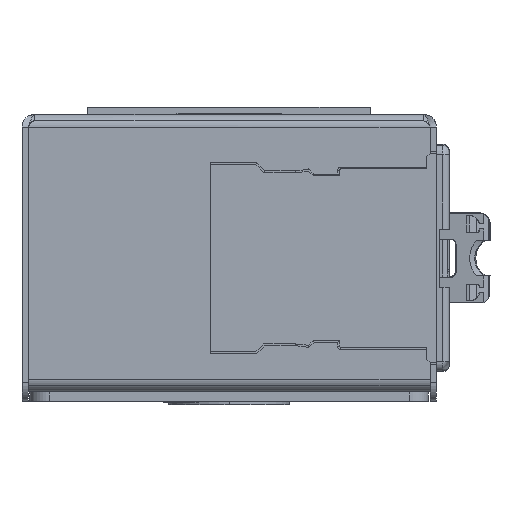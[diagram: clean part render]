
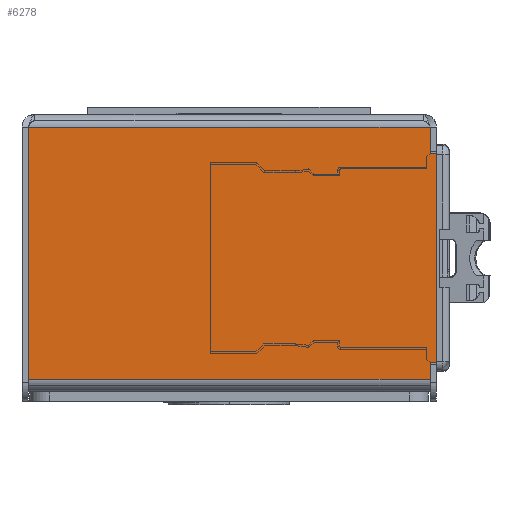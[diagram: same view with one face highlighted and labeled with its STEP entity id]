
A CAD part, left-side view. The second image highlights one B-rep face of the part: STEP entity #6278.
In plain terms, the highlighted planar face has unit normal (-1, 0, 0).
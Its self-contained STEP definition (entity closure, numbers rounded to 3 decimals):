
#660 = CARTESIAN_POINT ( 'NONE',  ( -220., -31.5, -16.45 ) ) ;
#4089 = CARTESIAN_POINT ( 'NONE',  ( -220., -32.5, 16.45 ) ) ;
#4552 = EDGE_CURVE ( 'NONE', #30417, #75084, #81649, .T. ) ;
#5749 = CARTESIAN_POINT ( 'NONE',  ( -220., -31.5, 16.45 ) ) ;
#5919 = DIRECTION ( 'NONE',  ( 0., -1., 0. ) ) ;
#6278 = ADVANCED_FACE ( 'NONE', ( #54393 ), #45273, .T. ) ;
#6557 = LINE ( 'NONE', #10142, #16497 ) ;
#6871 = ORIENTED_EDGE ( 'NONE', *, *, #4552, .F. ) ;
#8004 = DIRECTION ( 'NONE',  ( 0., 0., -1. ) ) ;
#10142 = CARTESIAN_POINT ( 'NONE',  ( -220., 31.5, -19. ) ) ;
#10381 = CARTESIAN_POINT ( 'NONE',  ( -220., 31.5, -19. ) ) ;
#12627 = LINE ( 'NONE', #4089, #78217 ) ;
#15029 = CARTESIAN_POINT ( 'NONE',  ( -220., -31.5, 20.5 ) ) ;
#16497 = VECTOR ( 'NONE', #50121, 1000. ) ;
#16609 = VERTEX_POINT ( 'NONE', #97211 ) ;
#17756 = VECTOR ( 'NONE', #89907, 1000. ) ;
#22652 = CARTESIAN_POINT ( 'NONE',  ( -220., -31.5, -19. ) ) ;
#23120 = VERTEX_POINT ( 'NONE', #5749 ) ;
#23418 = EDGE_CURVE ( 'NONE', #16609, #34202, #44572, .T. ) ;
#24783 = LINE ( 'NONE', #53426, #99743 ) ;
#26950 = CARTESIAN_POINT ( 'NONE',  ( -220., 32.5, -22.5 ) ) ;
#28072 = AXIS2_PLACEMENT_3D ( 'NONE', #26950, #119475, #92104 ) ;
#30282 = EDGE_CURVE ( 'NONE', #76157, #16609, #70417, .T. ) ;
#30417 = VERTEX_POINT ( 'NONE', #46666 ) ;
#34202 = VERTEX_POINT ( 'NONE', #10381 ) ;
#34688 = VECTOR ( 'NONE', #52500, 1000. ) ;
#34804 = CARTESIAN_POINT ( 'NONE',  ( -220., 31.5, 20.5 ) ) ;
#38715 = ORIENTED_EDGE ( 'NONE', *, *, #74128, .F. ) ;
#41164 = VECTOR ( 'NONE', #8004, 1000. ) ;
#42133 = EDGE_LOOP ( 'NONE', ( #66184, #86419, #66215, #6871, #38715, #51467, #114227, #82836 ) ) ;
#44572 = LINE ( 'NONE', #34804, #34688 ) ;
#45273 = PLANE ( 'NONE',  #28072 ) ;
#46666 = CARTESIAN_POINT ( 'NONE',  ( -220., -31.5, -16.45 ) ) ;
#48434 = VERTEX_POINT ( 'NONE', #73442 ) ;
#50121 = DIRECTION ( 'NONE',  ( 0., -1., 0. ) ) ;
#51467 = ORIENTED_EDGE ( 'NONE', *, *, #60642, .F. ) ;
#52500 = DIRECTION ( 'NONE',  ( 0., 0., -1. ) ) ;
#53426 = CARTESIAN_POINT ( 'NONE',  ( -220., -31.5, 16.45 ) ) ;
#54393 = FACE_OUTER_BOUND ( 'NONE', #42133, .T. ) ;
#54962 = EDGE_CURVE ( 'NONE', #23120, #48434, #24783, .T. ) ;
#58921 = DIRECTION ( 'NONE',  ( 0., 0., -1. ) ) ;
#60642 = EDGE_CURVE ( 'NONE', #48434, #71665, #12627, .T. ) ;
#66184 = ORIENTED_EDGE ( 'NONE', *, *, #30282, .T. ) ;
#66215 = ORIENTED_EDGE ( 'NONE', *, *, #116041, .T. ) ;
#70417 = LINE ( 'NONE', #15029, #17756 ) ;
#70507 = LINE ( 'NONE', #106430, #91445 ) ;
#71665 = VERTEX_POINT ( 'NONE', #78358 ) ;
#71768 = CARTESIAN_POINT ( 'NONE',  ( -220., -32.5, -16.45 ) ) ;
#73442 = CARTESIAN_POINT ( 'NONE',  ( -220., -32.5, 16.45 ) ) ;
#74128 = EDGE_CURVE ( 'NONE', #71665, #30417, #118040, .T. ) ;
#75084 = VERTEX_POINT ( 'NONE', #22652 ) ;
#76157 = VERTEX_POINT ( 'NONE', #100710 ) ;
#78217 = VECTOR ( 'NONE', #58921, 1000. ) ;
#78358 = CARTESIAN_POINT ( 'NONE',  ( -220., -32.5, -16.45 ) ) ;
#81649 = LINE ( 'NONE', #660, #41164 ) ;
#82836 = ORIENTED_EDGE ( 'NONE', *, *, #95936, .F. ) ;
#86419 = ORIENTED_EDGE ( 'NONE', *, *, #23418, .T. ) ;
#87549 = DIRECTION ( 'NONE',  ( 0., 0., -1. ) ) ;
#89907 = DIRECTION ( 'NONE',  ( 0., 1., 0. ) ) ;
#91445 = VECTOR ( 'NONE', #87549, 1000. ) ;
#92104 = DIRECTION ( 'NONE',  ( 0., 0., 1. ) ) ;
#95936 = EDGE_CURVE ( 'NONE', #76157, #23120, #70507, .T. ) ;
#97211 = CARTESIAN_POINT ( 'NONE',  ( -220., 31.5, 20.5 ) ) ;
#99743 = VECTOR ( 'NONE', #5919, 1000. ) ;
#99790 = DIRECTION ( 'NONE',  ( 0., 1., 0. ) ) ;
#100710 = CARTESIAN_POINT ( 'NONE',  ( -220., -31.5, 20.5 ) ) ;
#106430 = CARTESIAN_POINT ( 'NONE',  ( -220., -31.5, 20.5 ) ) ;
#111470 = VECTOR ( 'NONE', #99790, 1000. ) ;
#114227 = ORIENTED_EDGE ( 'NONE', *, *, #54962, .F. ) ;
#116041 = EDGE_CURVE ( 'NONE', #34202, #75084, #6557, .T. ) ;
#118040 = LINE ( 'NONE', #71768, #111470 ) ;
#119475 = DIRECTION ( 'NONE',  ( -1., 0., 0. ) ) ;
